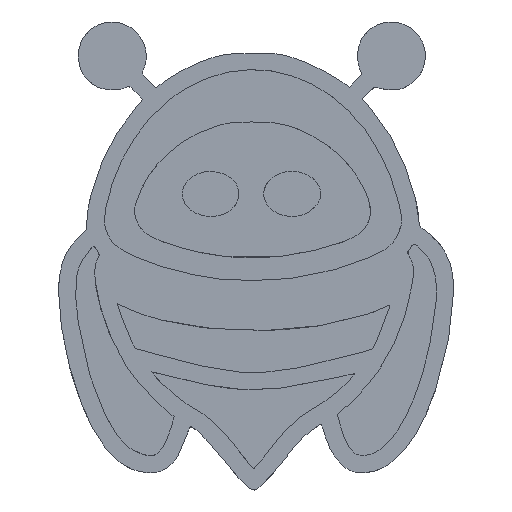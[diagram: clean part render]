
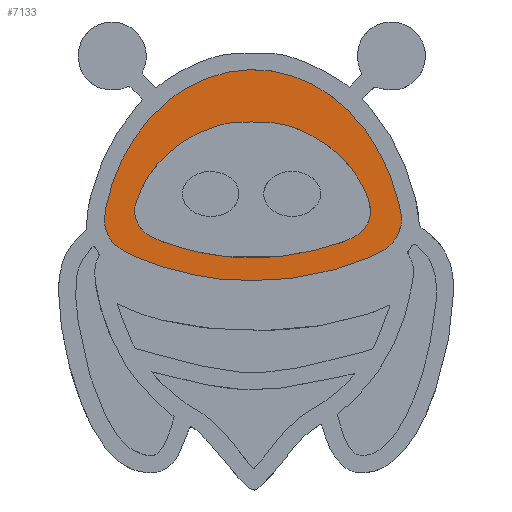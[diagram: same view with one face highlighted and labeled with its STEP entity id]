
A CAD part, top view. The second image highlights one B-rep face of the part: STEP entity #7133.
In plain terms, the highlighted planar face has unit normal (0, 0, 1).
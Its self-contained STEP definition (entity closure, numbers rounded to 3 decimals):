
#5518 = VERTEX_POINT('',#5519);
#5519 = CARTESIAN_POINT('',(49.238,-45.423,2.8));
#5527 = VERTEX_POINT('',#5528);
#5528 = CARTESIAN_POINT('',(68.248,-38.792,2.8));
#5534 = EDGE_CURVE('',#5518,#5527,#5535,.T.);
#5535 = B_SPLINE_CURVE_WITH_KNOTS('',3,(#5536,#5537,#5538,#5539),
  .UNSPECIFIED.,.F.,.F.,(4,4),(0.,1.),.PIECEWISE_BEZIER_KNOTS.);
#5536 = CARTESIAN_POINT('',(49.238,-45.423,2.8));
#5537 = CARTESIAN_POINT('',(57.232,-44.381,2.8));
#5538 = CARTESIAN_POINT('',(66.116,-41.282,2.8));
#5539 = CARTESIAN_POINT('',(68.248,-38.792,2.8));
#5555 = VERTEX_POINT('',#5556);
#5556 = CARTESIAN_POINT('',(70.006,-34.492,2.8));
#5562 = EDGE_CURVE('',#5527,#5555,#5563,.T.);
#5563 = B_SPLINE_CURVE_WITH_KNOTS('',3,(#5564,#5565,#5566,#5567),
  .UNSPECIFIED.,.F.,.F.,(4,4),(0.,1.),.PIECEWISE_BEZIER_KNOTS.);
#5564 = CARTESIAN_POINT('',(68.248,-38.792,2.8));
#5565 = CARTESIAN_POINT('',(69.147,-37.741,2.8));
#5566 = CARTESIAN_POINT('',(70.006,-35.641,2.8));
#5567 = CARTESIAN_POINT('',(70.006,-34.492,2.8));
#5583 = VERTEX_POINT('',#5584);
#5584 = CARTESIAN_POINT('',(66.175,-22.362,2.8));
#5590 = EDGE_CURVE('',#5555,#5583,#5591,.T.);
#5591 = B_SPLINE_CURVE_WITH_KNOTS('',3,(#5592,#5593,#5594,#5595),
  .UNSPECIFIED.,.F.,.F.,(4,4),(0.,1.),.PIECEWISE_BEZIER_KNOTS.);
#5592 = CARTESIAN_POINT('',(70.006,-34.492,2.8));
#5593 = CARTESIAN_POINT('',(70.006,-32.206,2.8));
#5594 = CARTESIAN_POINT('',(68.06,-26.045,2.8));
#5595 = CARTESIAN_POINT('',(66.175,-22.362,2.8));
#5611 = VERTEX_POINT('',#5612);
#5612 = CARTESIAN_POINT('',(26.003,-11.868,2.8));
#5618 = EDGE_CURVE('',#5583,#5611,#5619,.T.);
#5619 = B_SPLINE_CURVE_WITH_KNOTS('',3,(#5620,#5621,#5622,#5623),
  .UNSPECIFIED.,.F.,.F.,(4,4),(0.,1.),.PIECEWISE_BEZIER_KNOTS.);
#5620 = CARTESIAN_POINT('',(66.175,-22.362,2.8));
#5621 = CARTESIAN_POINT('',(57.685,-5.776,2.8));
#5622 = CARTESIAN_POINT('',(39.542,-1.036,2.8));
#5623 = CARTESIAN_POINT('',(26.003,-11.868,2.8));
#5639 = VERTEX_POINT('',#5640);
#5640 = CARTESIAN_POINT('',(14.208,-32.06,2.8));
#5646 = EDGE_CURVE('',#5611,#5639,#5647,.T.);
#5647 = B_SPLINE_CURVE_WITH_KNOTS('',3,(#5648,#5649,#5650,#5651),
  .UNSPECIFIED.,.F.,.F.,(4,4),(0.,1.),.PIECEWISE_BEZIER_KNOTS.);
#5648 = CARTESIAN_POINT('',(26.003,-11.868,2.8));
#5649 = CARTESIAN_POINT('',(20.158,-16.545,2.8));
#5650 = CARTESIAN_POINT('',(15.786,-24.029,2.8));
#5651 = CARTESIAN_POINT('',(14.208,-32.06,2.8));
#5667 = VERTEX_POINT('',#5668);
#5668 = CARTESIAN_POINT('',(15.326,-38.384,2.8));
#5674 = EDGE_CURVE('',#5639,#5667,#5675,.T.);
#5675 = B_SPLINE_CURVE_WITH_KNOTS('',3,(#5676,#5677,#5678,#5679),
  .UNSPECIFIED.,.F.,.F.,(4,4),(0.,1.),.PIECEWISE_BEZIER_KNOTS.);
#5676 = CARTESIAN_POINT('',(14.208,-32.06,2.8));
#5677 = CARTESIAN_POINT('',(13.661,-34.844,2.8));
#5678 = CARTESIAN_POINT('',(13.974,-36.614,2.8));
#5679 = CARTESIAN_POINT('',(15.326,-38.384,2.8));
#5695 = VERTEX_POINT('',#5696);
#5696 = CARTESIAN_POINT('',(36.289,-45.657,2.8));
#5702 = EDGE_CURVE('',#5667,#5695,#5703,.T.);
#5703 = B_SPLINE_CURVE_WITH_KNOTS('',3,(#5704,#5705,#5706,#5707),
  .UNSPECIFIED.,.F.,.F.,(4,4),(0.,1.),.PIECEWISE_BEZIER_KNOTS.);
#5704 = CARTESIAN_POINT('',(15.326,-38.384,2.8));
#5705 = CARTESIAN_POINT('',(17.522,-41.26,2.8));
#5706 = CARTESIAN_POINT('',(26.854,-44.498,2.8));
#5707 = CARTESIAN_POINT('',(36.289,-45.657,2.8));
#5723 = EDGE_CURVE('',#5695,#5518,#5724,.T.);
#5724 = B_SPLINE_CURVE_WITH_KNOTS('',3,(#5725,#5726,#5727,#5728),
  .UNSPECIFIED.,.F.,.F.,(4,4),(0.,1.),.PIECEWISE_BEZIER_KNOTS.);
#5725 = CARTESIAN_POINT('',(36.289,-45.657,2.8));
#5726 = CARTESIAN_POINT('',(38.571,-45.937,2.8));
#5727 = CARTESIAN_POINT('',(46.374,-45.796,2.8));
#5728 = CARTESIAN_POINT('',(49.238,-45.423,2.8));
#7133 = ADVANCED_FACE('',(#7134,#7144),#7252,.T.);
#7134 = FACE_BOUND('',#7135,.T.);
#7135 = EDGE_LOOP('',(#7136,#7137,#7138,#7139,#7140,#7141,#7142,#7143));
#7136 = ORIENTED_EDGE('',*,*,#5723,.T.);
#7137 = ORIENTED_EDGE('',*,*,#5534,.T.);
#7138 = ORIENTED_EDGE('',*,*,#5562,.T.);
#7139 = ORIENTED_EDGE('',*,*,#5590,.T.);
#7140 = ORIENTED_EDGE('',*,*,#5618,.T.);
#7141 = ORIENTED_EDGE('',*,*,#5646,.T.);
#7142 = ORIENTED_EDGE('',*,*,#5674,.T.);
#7143 = ORIENTED_EDGE('',*,*,#5702,.T.);
#7144 = FACE_BOUND('',#7145,.T.);
#7145 = EDGE_LOOP('',(#7146,#7155,#7164,#7173,#7182,#7191,#7200,#7209,
    #7218,#7227,#7236,#7245));
#7146 = ORIENTED_EDGE('',*,*,#7147,.T.);
#7147 = EDGE_CURVE('',#7148,#7150,#7152,.T.);
#7148 = VERTEX_POINT('',#7149);
#7149 = CARTESIAN_POINT('',(37.229,-41.354,2.8));
#7150 = VERTEX_POINT('',#7151);
#7151 = CARTESIAN_POINT('',(37.229,-41.354,2.8));
#7152 = B_SPLINE_CURVE_WITH_KNOTS('',1,(#7153,#7154),.UNSPECIFIED.,.F.,
  .F.,(2,2),(0.,0.),.PIECEWISE_BEZIER_KNOTS.);
#7153 = CARTESIAN_POINT('',(37.229,-41.354,2.8));
#7154 = CARTESIAN_POINT('',(37.229,-41.354,2.8));
#7155 = ORIENTED_EDGE('',*,*,#7156,.T.);
#7156 = EDGE_CURVE('',#7150,#7157,#7159,.T.);
#7157 = VERTEX_POINT('',#7158);
#7158 = CARTESIAN_POINT('',(25.017,-38.557,2.8));
#7159 = B_SPLINE_CURVE_WITH_KNOTS('',3,(#7160,#7161,#7162,#7163),
  .UNSPECIFIED.,.F.,.F.,(4,4),(0.,1.),.PIECEWISE_BEZIER_KNOTS.);
#7160 = CARTESIAN_POINT('',(37.229,-41.354,2.8));
#7161 = CARTESIAN_POINT('',(33.166,-40.934,2.8));
#7162 = CARTESIAN_POINT('',(28.857,-39.946,2.8));
#7163 = CARTESIAN_POINT('',(25.017,-38.557,2.8));
#7164 = ORIENTED_EDGE('',*,*,#7165,.T.);
#7165 = EDGE_CURVE('',#7157,#7166,#7168,.T.);
#7166 = VERTEX_POINT('',#7167);
#7167 = CARTESIAN_POINT('',(19.878,-34.112,2.8));
#7168 = B_SPLINE_CURVE_WITH_KNOTS('',3,(#7169,#7170,#7171,#7172),
  .UNSPECIFIED.,.F.,.F.,(4,4),(0.,1.),.PIECEWISE_BEZIER_KNOTS.);
#7169 = CARTESIAN_POINT('',(25.017,-38.557,2.8));
#7170 = CARTESIAN_POINT('',(21.938,-37.442,2.8));
#7171 = CARTESIAN_POINT('',(20.479,-36.18,2.8));
#7172 = CARTESIAN_POINT('',(19.878,-34.112,2.8));
#7173 = ORIENTED_EDGE('',*,*,#7174,.T.);
#7174 = EDGE_CURVE('',#7166,#7175,#7177,.T.);
#7175 = VERTEX_POINT('',#7176);
#7176 = CARTESIAN_POINT('',(19.905,-31.139,2.8));
#7177 = B_SPLINE_CURVE_WITH_KNOTS('',3,(#7178,#7179,#7180,#7181),
  .UNSPECIFIED.,.F.,.F.,(4,4),(0.,1.),.PIECEWISE_BEZIER_KNOTS.);
#7178 = CARTESIAN_POINT('',(19.878,-34.112,2.8));
#7179 = CARTESIAN_POINT('',(19.495,-32.795,2.8));
#7180 = CARTESIAN_POINT('',(19.497,-32.541,2.8));
#7181 = CARTESIAN_POINT('',(19.905,-31.139,2.8));
#7182 = ORIENTED_EDGE('',*,*,#7183,.T.);
#7183 = EDGE_CURVE('',#7175,#7184,#7186,.T.);
#7184 = VERTEX_POINT('',#7185);
#7185 = CARTESIAN_POINT('',(25.578,-22.18,2.8));
#7186 = B_SPLINE_CURVE_WITH_KNOTS('',3,(#7187,#7188,#7189,#7190),
  .UNSPECIFIED.,.F.,.F.,(4,4),(0.,1.),.PIECEWISE_BEZIER_KNOTS.);
#7187 = CARTESIAN_POINT('',(19.905,-31.139,2.8));
#7188 = CARTESIAN_POINT('',(20.813,-28.014,2.8));
#7189 = CARTESIAN_POINT('',(22.907,-24.707,2.8));
#7190 = CARTESIAN_POINT('',(25.578,-22.18,2.8));
#7191 = ORIENTED_EDGE('',*,*,#7192,.T.);
#7192 = EDGE_CURVE('',#7184,#7193,#7195,.T.);
#7193 = VERTEX_POINT('',#7194);
#7194 = CARTESIAN_POINT('',(35.269,-16.643,2.8));
#7195 = B_SPLINE_CURVE_WITH_KNOTS('',3,(#7196,#7197,#7198,#7199),
  .UNSPECIFIED.,.F.,.F.,(4,4),(0.,1.),.PIECEWISE_BEZIER_KNOTS.);
#7196 = CARTESIAN_POINT('',(25.578,-22.18,2.8));
#7197 = CARTESIAN_POINT('',(28.405,-19.504,2.8));
#7198 = CARTESIAN_POINT('',(31.293,-17.854,2.8));
#7199 = CARTESIAN_POINT('',(35.269,-16.643,2.8));
#7200 = ORIENTED_EDGE('',*,*,#7201,.T.);
#7201 = EDGE_CURVE('',#7193,#7202,#7204,.T.);
#7202 = VERTEX_POINT('',#7203);
#7203 = CARTESIAN_POINT('',(41.796,-15.919,2.8));
#7204 = B_SPLINE_CURVE_WITH_KNOTS('',3,(#7205,#7206,#7207,#7208),
  .UNSPECIFIED.,.F.,.F.,(4,4),(0.,1.),.PIECEWISE_BEZIER_KNOTS.);
#7205 = CARTESIAN_POINT('',(35.269,-16.643,2.8));
#7206 = CARTESIAN_POINT('',(37.392,-15.997,2.8));
#7207 = CARTESIAN_POINT('',(38.055,-15.923,2.8));
#7208 = CARTESIAN_POINT('',(41.796,-15.919,2.8));
#7209 = ORIENTED_EDGE('',*,*,#7210,.T.);
#7210 = EDGE_CURVE('',#7202,#7211,#7213,.T.);
#7211 = VERTEX_POINT('',#7212);
#7212 = CARTESIAN_POINT('',(52.677,-18.304,2.8));
#7213 = B_SPLINE_CURVE_WITH_KNOTS('',3,(#7214,#7215,#7216,#7217),
  .UNSPECIFIED.,.F.,.F.,(4,4),(0.,1.),.PIECEWISE_BEZIER_KNOTS.);
#7214 = CARTESIAN_POINT('',(41.796,-15.919,2.8));
#7215 = CARTESIAN_POINT('',(46.716,-15.914,2.8));
#7216 = CARTESIAN_POINT('',(48.806,-16.372,2.8));
#7217 = CARTESIAN_POINT('',(52.677,-18.304,2.8));
#7218 = ORIENTED_EDGE('',*,*,#7219,.T.);
#7219 = EDGE_CURVE('',#7211,#7220,#7222,.T.);
#7220 = VERTEX_POINT('',#7221);
#7221 = CARTESIAN_POINT('',(62.794,-28.324,2.8));
#7222 = B_SPLINE_CURVE_WITH_KNOTS('',3,(#7223,#7224,#7225,#7226),
  .UNSPECIFIED.,.F.,.F.,(4,4),(0.,1.),.PIECEWISE_BEZIER_KNOTS.);
#7223 = CARTESIAN_POINT('',(52.677,-18.304,2.8));
#7224 = CARTESIAN_POINT('',(57.112,-20.517,2.8));
#7225 = CARTESIAN_POINT('',(60.674,-24.045,2.8));
#7226 = CARTESIAN_POINT('',(62.794,-28.324,2.8));
#7227 = ORIENTED_EDGE('',*,*,#7228,.T.);
#7228 = EDGE_CURVE('',#7220,#7229,#7231,.T.);
#7229 = VERTEX_POINT('',#7230);
#7230 = CARTESIAN_POINT('',(61.781,-37.114,2.8));
#7231 = B_SPLINE_CURVE_WITH_KNOTS('',3,(#7232,#7233,#7234,#7235),
  .UNSPECIFIED.,.F.,.F.,(4,4),(0.,1.),.PIECEWISE_BEZIER_KNOTS.);
#7232 = CARTESIAN_POINT('',(62.794,-28.324,2.8));
#7233 = CARTESIAN_POINT('',(64.799,-32.369,2.8));
#7234 = CARTESIAN_POINT('',(64.49,-35.048,2.8));
#7235 = CARTESIAN_POINT('',(61.781,-37.114,2.8));
#7236 = ORIENTED_EDGE('',*,*,#7237,.T.);
#7237 = EDGE_CURVE('',#7229,#7238,#7240,.T.);
#7238 = VERTEX_POINT('',#7239);
#7239 = CARTESIAN_POINT('',(47.304,-41.257,2.8));
#7240 = B_SPLINE_CURVE_WITH_KNOTS('',3,(#7241,#7242,#7243,#7244),
  .UNSPECIFIED.,.F.,.F.,(4,4),(0.,1.),.PIECEWISE_BEZIER_KNOTS.);
#7241 = CARTESIAN_POINT('',(61.781,-37.114,2.8));
#7242 = CARTESIAN_POINT('',(59.789,-38.634,2.8));
#7243 = CARTESIAN_POINT('',(52.831,-40.625,2.8));
#7244 = CARTESIAN_POINT('',(47.304,-41.257,2.8));
#7245 = ORIENTED_EDGE('',*,*,#7246,.T.);
#7246 = EDGE_CURVE('',#7238,#7148,#7247,.T.);
#7247 = B_SPLINE_CURVE_WITH_KNOTS('',3,(#7248,#7249,#7250,#7251),
  .UNSPECIFIED.,.F.,.F.,(4,4),(0.,1.),.PIECEWISE_BEZIER_KNOTS.);
#7248 = CARTESIAN_POINT('',(47.304,-41.257,2.8));
#7249 = CARTESIAN_POINT('',(45.034,-41.516,2.8));
#7250 = CARTESIAN_POINT('',(39.326,-41.572,2.8));
#7251 = CARTESIAN_POINT('',(37.229,-41.354,2.8));
#7252 = PLANE('',#7253);
#7253 = AXIS2_PLACEMENT_3D('',#7254,#7255,#7256);
#7254 = CARTESIAN_POINT('',(42.238,-43.913,2.8));
#7255 = DIRECTION('',(0.,0.,1.));
#7256 = DIRECTION('',(1.,0.,0.));
